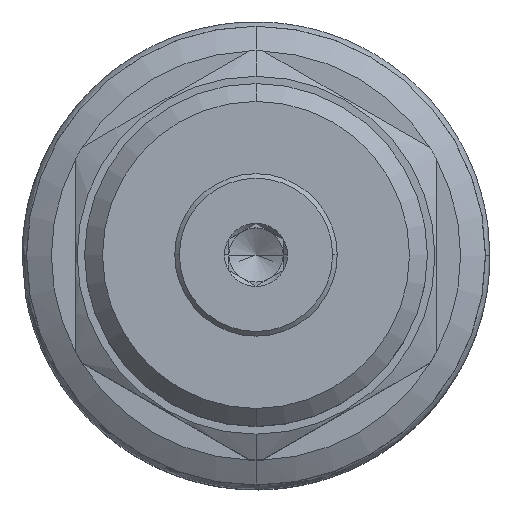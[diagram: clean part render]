
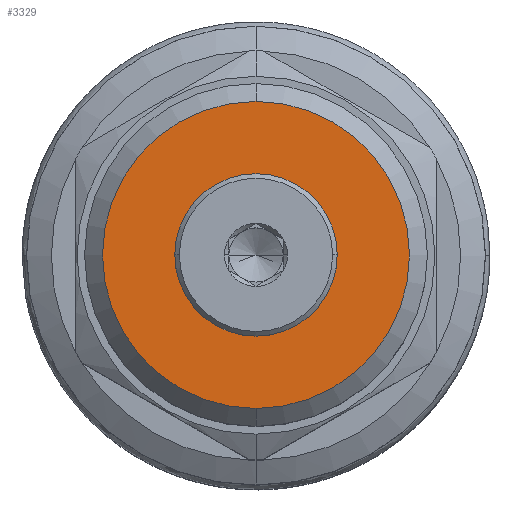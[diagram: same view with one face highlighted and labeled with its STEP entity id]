
A CAD part, top view. The second image highlights one B-rep face of the part: STEP entity #3329.
In plain terms, the highlighted planar face has unit normal (0, 0, 1).
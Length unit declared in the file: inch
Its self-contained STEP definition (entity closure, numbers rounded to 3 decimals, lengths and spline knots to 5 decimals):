
#822=CARTESIAN_POINT('',(0.,0.,4.937));
#823=DIRECTION('',(0.,0.,1.));
#824=DIRECTION('',(0.,-1.,0.));
#825=AXIS2_PLACEMENT_3D('',#822,#823,#824);
#840=CARTESIAN_POINT('',(0.,0.,4.937));
#841=DIRECTION('',(0.,0.,-1.));
#842=DIRECTION('',(1.,0.,0.));
#843=AXIS2_PLACEMENT_3D('',#840,#841,#842);
#845=CARTESIAN_POINT('',(0.,0.,4.937));
#846=DIRECTION('',(0.,0.,-1.));
#847=DIRECTION('',(-1.,0.,0.));
#848=AXIS2_PLACEMENT_3D('',#845,#846,#847);
#850=CARTESIAN_POINT('',(0.,0.,4.937));
#851=DIRECTION('',(0.,0.,1.));
#852=DIRECTION('',(0.,1.,0.));
#853=AXIS2_PLACEMENT_3D('',#850,#851,#852);
#1905=CARTESIAN_POINT('',(0.,0.532,4.937));
#1906=CARTESIAN_POINT('',(0.,-0.532,4.937));
#1907=VERTEX_POINT('',#1905);
#1908=VERTEX_POINT('',#1906);
#2031=CARTESIAN_POINT('',(0.2655,0.,4.937));
#2032=CARTESIAN_POINT('',(-0.2655,0.,4.937));
#2033=VERTEX_POINT('',#2031);
#2034=VERTEX_POINT('',#2032);
#3313=CARTESIAN_POINT('',(0.,0.,4.937));
#3314=DIRECTION('',(0.,0.,1.));
#3315=DIRECTION('',(0.,1.,0.));
#3316=AXIS2_PLACEMENT_3D('',#3313,#3314,#3315);
#3317=PLANE('',#3316);
#3318=ORIENTED_EDGE('',*,*,#3303,.F.);
#3320=ORIENTED_EDGE('',*,*,#3319,.F.);
#3321=EDGE_LOOP('',(#3318,#3320));
#3322=FACE_OUTER_BOUND('',#3321,.F.);
#3324=ORIENTED_EDGE('',*,*,#3323,.F.);
#3326=ORIENTED_EDGE('',*,*,#3325,.F.);
#3327=EDGE_LOOP('',(#3324,#3326));
#3328=FACE_BOUND('',#3327,.F.);
#3329=ADVANCED_FACE('',(#3322,#3328),#3317,.T.);
#826=CIRCLE('',#825,0.532);
#844=CIRCLE('',#843,0.2655);
#849=CIRCLE('',#848,0.2655);
#854=CIRCLE('',#853,0.532);
#3303=EDGE_CURVE('',#1908,#1907,#826,.T.);
#3319=EDGE_CURVE('',#1907,#1908,#854,.T.);
#3323=EDGE_CURVE('',#2033,#2034,#844,.T.);
#3325=EDGE_CURVE('',#2034,#2033,#849,.T.);
